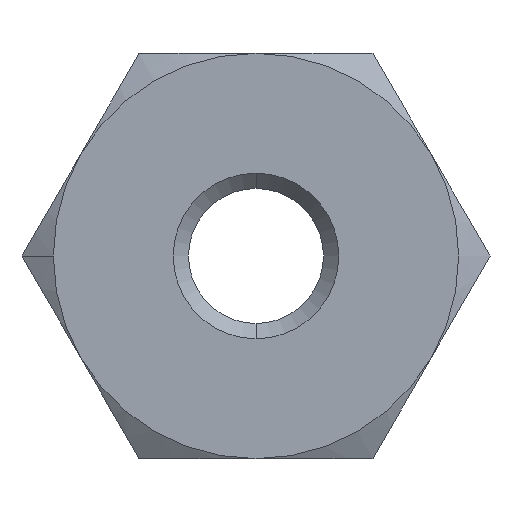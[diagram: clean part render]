
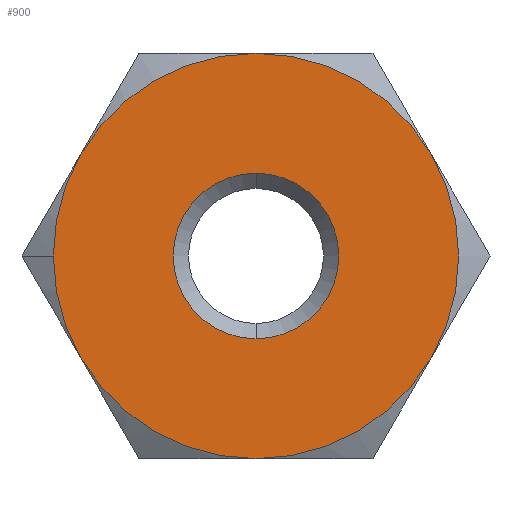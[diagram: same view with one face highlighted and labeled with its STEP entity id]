
A CAD part, front view. The second image highlights one B-rep face of the part: STEP entity #900.
In plain terms, the highlighted planar face has unit normal (0, -1, 0).
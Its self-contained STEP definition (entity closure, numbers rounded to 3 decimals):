
#4 = DIRECTION ( 'NONE',  ( 0., -1., 0. ) ) ;
#8 = EDGE_CURVE ( 'NONE', #762, #596, #1026, .T. ) ;
#17 = CARTESIAN_POINT ( 'NONE',  ( 0., 0., 0. ) ) ;
#25 = ORIENTED_EDGE ( 'NONE', *, *, #70, .F. ) ;
#30 = EDGE_CURVE ( 'NONE', #918, #336, #214, .T. ) ;
#55 = AXIS2_PLACEMENT_3D ( 'NONE', #388, #478, #963 ) ;
#70 = EDGE_CURVE ( 'NONE', #336, #220, #961, .T. ) ;
#78 = CARTESIAN_POINT ( 'NONE',  ( -12.144, 0., 12.144 ) ) ;
#120 = CIRCLE ( 'NONE', #163, 12. ) ;
#137 = AXIS2_PLACEMENT_3D ( 'NONE', #803, #795, #488 ) ;
#141 = AXIS2_PLACEMENT_3D ( 'NONE', #619, #303, #705 ) ;
#148 = AXIS2_PLACEMENT_3D ( 'NONE', #503, #1005, #353 ) ;
#163 = AXIS2_PLACEMENT_3D ( 'NONE', #414, #984, #495 ) ;
#180 = AXIS2_PLACEMENT_3D ( 'NONE', #288, #296, #298 ) ;
#196 = CIRCLE ( 'NONE', #137, 12. ) ;
#214 = CIRCLE ( 'NONE', #141, 12. ) ;
#220 = VERTEX_POINT ( 'NONE', #824 ) ;
#234 = EDGE_CURVE ( 'NONE', #837, #918, #120, .T. ) ;
#248 = VERTEX_POINT ( 'NONE', #577 ) ;
#255 = CIRCLE ( 'NONE', #715, 12. ) ;
#280 = EDGE_CURVE ( 'NONE', #248, #837, #724, .T. ) ;
#288 = CARTESIAN_POINT ( 'NONE',  ( 0., 0., 0. ) ) ;
#289 = FACE_OUTER_BOUND ( 'NONE', #403, .T. ) ;
#296 = DIRECTION ( 'NONE',  ( 0., 1., 0. ) ) ;
#298 = DIRECTION ( 'NONE',  ( 0., 0., -1. ) ) ;
#303 = DIRECTION ( 'NONE',  ( 0., 1., 0. ) ) ;
#328 = EDGE_CURVE ( 'NONE', #220, #533, #255, .T. ) ;
#336 = VERTEX_POINT ( 'NONE', #582 ) ;
#350 = ORIENTED_EDGE ( 'NONE', *, *, #8, .T. ) ;
#353 = DIRECTION ( 'NONE',  ( 0., 0., 1. ) ) ;
#356 = CARTESIAN_POINT ( 'NONE',  ( 0., 0., 0. ) ) ;
#376 = CARTESIAN_POINT ( 'NONE',  ( 0., 0., -4.9 ) ) ;
#383 = DIRECTION ( 'NONE',  ( -1., 0., 0. ) ) ;
#385 = PLANE ( 'NONE',  #534 ) ;
#388 = CARTESIAN_POINT ( 'NONE',  ( 0., 0., 0. ) ) ;
#396 = CARTESIAN_POINT ( 'NONE',  ( 0., 0., 0. ) ) ;
#403 = EDGE_LOOP ( 'NONE', ( #610, #437, #817, #727, #929, #25, #838 ) ) ;
#414 = CARTESIAN_POINT ( 'NONE',  ( 0., 0., 0. ) ) ;
#437 = ORIENTED_EDGE ( 'NONE', *, *, #280, .F. ) ;
#451 = EDGE_CURVE ( 'NONE', #533, #544, #876, .T. ) ;
#460 = AXIS2_PLACEMENT_3D ( 'NONE', #396, #550, #640 ) ;
#477 = CARTESIAN_POINT ( 'NONE',  ( -10.392, 0., -6. ) ) ;
#478 = DIRECTION ( 'NONE',  ( 0., 1., 0. ) ) ;
#483 = CARTESIAN_POINT ( 'NONE',  ( -12., 0., 0. ) ) ;
#488 = DIRECTION ( 'NONE',  ( -1., 0., 0. ) ) ;
#492 = ORIENTED_EDGE ( 'NONE', *, *, #563, .T. ) ;
#495 = DIRECTION ( 'NONE',  ( 0., 0., 1. ) ) ;
#503 = CARTESIAN_POINT ( 'NONE',  ( 0., 0., 0. ) ) ;
#526 = EDGE_CURVE ( 'NONE', #544, #248, #196, .T. ) ;
#533 = VERTEX_POINT ( 'NONE', #477 ) ;
#534 = AXIS2_PLACEMENT_3D ( 'NONE', #78, #4, #874 ) ;
#544 = VERTEX_POINT ( 'NONE', #483 ) ;
#550 = DIRECTION ( 'NONE',  ( 0., 1., 0. ) ) ;
#563 = EDGE_CURVE ( 'NONE', #596, #762, #920, .T. ) ;
#565 = AXIS2_PLACEMENT_3D ( 'NONE', #17, #965, #383 ) ;
#577 = CARTESIAN_POINT ( 'NONE',  ( -10.392, 0., 6. ) ) ;
#582 = CARTESIAN_POINT ( 'NONE',  ( 10.392, 0., -6. ) ) ;
#596 = VERTEX_POINT ( 'NONE', #717 ) ;
#610 = ORIENTED_EDGE ( 'NONE', *, *, #234, .F. ) ;
#619 = CARTESIAN_POINT ( 'NONE',  ( 0., 0., 0. ) ) ;
#635 = EDGE_LOOP ( 'NONE', ( #350, #492 ) ) ;
#640 = DIRECTION ( 'NONE',  ( 0., 0., -1. ) ) ;
#705 = DIRECTION ( 'NONE',  ( 0., 0., 1. ) ) ;
#715 = AXIS2_PLACEMENT_3D ( 'NONE', #356, #926, #999 ) ;
#717 = CARTESIAN_POINT ( 'NONE',  ( 0., 0., 4.9 ) ) ;
#724 = CIRCLE ( 'NONE', #148, 12. ) ;
#727 = ORIENTED_EDGE ( 'NONE', *, *, #451, .F. ) ;
#762 = VERTEX_POINT ( 'NONE', #376 ) ;
#795 = DIRECTION ( 'NONE',  ( 0., 1., 0. ) ) ;
#803 = CARTESIAN_POINT ( 'NONE',  ( 0., 0., 0. ) ) ;
#811 = CARTESIAN_POINT ( 'NONE',  ( 10.392, 0., 6. ) ) ;
#817 = ORIENTED_EDGE ( 'NONE', *, *, #526, .F. ) ;
#824 = CARTESIAN_POINT ( 'NONE',  ( 0., 0., -12. ) ) ;
#837 = VERTEX_POINT ( 'NONE', #954 ) ;
#838 = ORIENTED_EDGE ( 'NONE', *, *, #30, .F. ) ;
#872 = FACE_BOUND ( 'NONE', #635, .T. ) ;
#874 = DIRECTION ( 'NONE',  ( 0., 0., -1. ) ) ;
#876 = CIRCLE ( 'NONE', #565, 12. ) ;
#900 = ADVANCED_FACE ( 'NONE', ( #289, #872 ), #385, .T. ) ;
#918 = VERTEX_POINT ( 'NONE', #811 ) ;
#920 = CIRCLE ( 'NONE', #460, 4.9 ) ;
#926 = DIRECTION ( 'NONE',  ( 0., 1., 0. ) ) ;
#929 = ORIENTED_EDGE ( 'NONE', *, *, #328, .F. ) ;
#954 = CARTESIAN_POINT ( 'NONE',  ( 0., 0., 12. ) ) ;
#961 = CIRCLE ( 'NONE', #55, 12. ) ;
#963 = DIRECTION ( 'NONE',  ( -1., 0., 0. ) ) ;
#965 = DIRECTION ( 'NONE',  ( 0., 1., 0. ) ) ;
#984 = DIRECTION ( 'NONE',  ( 0., 1., 0. ) ) ;
#999 = DIRECTION ( 'NONE',  ( 0., 0., 1. ) ) ;
#1005 = DIRECTION ( 'NONE',  ( 0., 1., 0. ) ) ;
#1026 = CIRCLE ( 'NONE', #180, 4.9 ) ;
